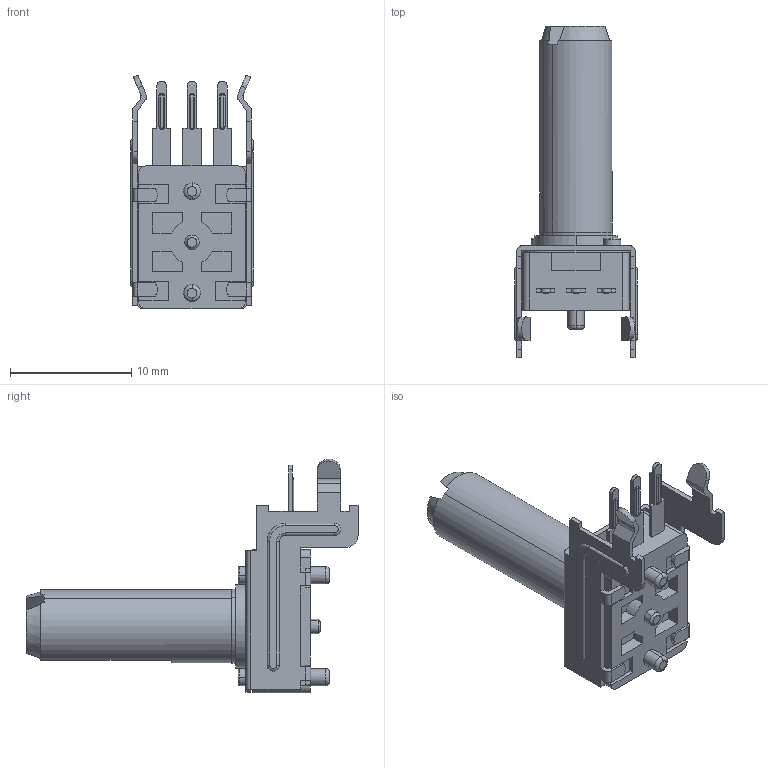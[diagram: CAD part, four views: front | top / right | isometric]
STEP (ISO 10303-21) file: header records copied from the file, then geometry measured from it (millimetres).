
FILE_DESCRIPTION((''),'2;1');
FILE_NAME('F09KV-7_ASM_SW0001','2018-08-28T',('eng05'),(''),'PRO/ENGINEER BY PARAMETRIC TECHNOLOGY CORPORATION, 2012480','PRO/ENGINEER BY PARAMETRIC TECHNOLOGY CORPORATION, 2012480','');
FILE_SCHEMA(('CONFIG_CONTROL_DESIGN'));
Length unit declared in the file: inch
Products named in the file (1): F09KV-7_ASM_SW0001
Bounding box: 10.14 x 27.4 x 19.3 mm (x, y, z)
Volume: 1051.2 mm3; surface area: 1353.8 mm2
Topology: 1 solids, 1 shells, 297 faces, 842 edges, 566 vertices
Faces by surface type: plane 188, cylinder 77, torus 28, cone 4
Entity records: 9778 total; most frequent: CARTESIAN_POINT 1729, DIRECTION 1692, ORIENTED_EDGE 1684, EDGE_CURVE 842, VECTOR 574, LINE 574, VERTEX_POINT 566, AXIS2_PLACEMENT_3D 559
